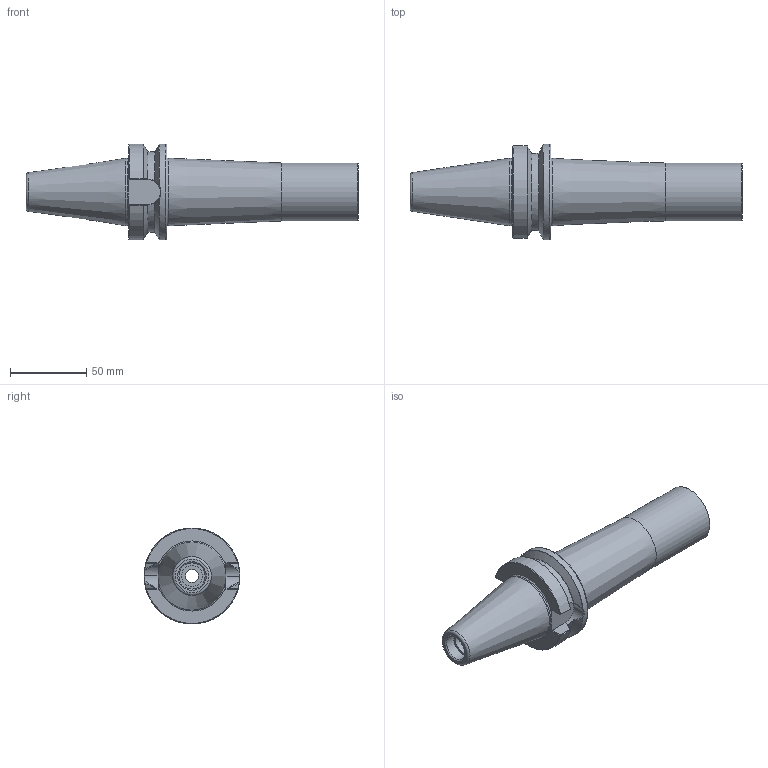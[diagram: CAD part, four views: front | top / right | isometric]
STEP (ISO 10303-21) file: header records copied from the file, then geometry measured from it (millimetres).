
FILE_DESCRIPTION(/* description */ (''),/* implementation_level */ '2;1');
FILE_NAME(/* name */ 'BT40-SSA1.0-6.0KT.step',/* time_stamp */ '2026-02-19T16:09:22-06:00',/* author */ (''),/* organization */ (''),/* preprocessor_version */ 'ST-DEVELOPER v20.1',/* originating_system */ 'Autodesk Translation Framework v14.24.0.0',/* authorisation */ '');
FILE_SCHEMA (('AUTOMOTIVE_DESIGN { 1 0 10303 214 3 1 1 }'));
Length unit declared in the file: inch
Products named in the file (9): BT40 Standard Template; BT40 EM.750-2.5D; CAT40 Dual Contact Template; CAT40 Dual Contact 2.69 v1; CAT40 EM20-63; CAT40 Dual Contact Template_1; CAT40 Dual Contact 2.69 v1_1; BT40 EM.750-2.5D_1; BT40 Standard Template_1
Assembly tree (8 placements, depth 7):
  BT40 Standard Template
    BT40 EM.750-2.5D
      CAT40 Dual Contact Template
        CAT40 Dual Contact 2.69 v1
        CAT40 EM20-63
          CAT40 Dual Contact Template_1
            CAT40 Dual Contact 2.69 v1_1
            BT40 EM.750-2.5D_1
              BT40 Standard Template_1
Bounding box: 217.9 x 63 x 63 mm (x, y, z)
Volume: 259298.4 mm3; surface area: 42119.6 mm2
Topology: 1 solids, 1 shells, 88 faces, 237 edges, 155 vertices
Faces by surface type: plane 29, bspline 20, cylinder 15, cone 13, torus 11
Full cylindrical faces by diameter (mm): 8.458 x1, 13.843 x1, 17.15 x1, 38.024 x1, 44.45 x1, 63 x1
Entity records: 3860 total; most frequent: CARTESIAN_POINT 1497, ORIENTED_EDGE 474, DIRECTION 408, EDGE_CURVE 237, AXIS2_PLACEMENT_3D 166, VERTEX_POINT 155, EDGE_LOOP 94, FACE_OUTER_BOUND 88
